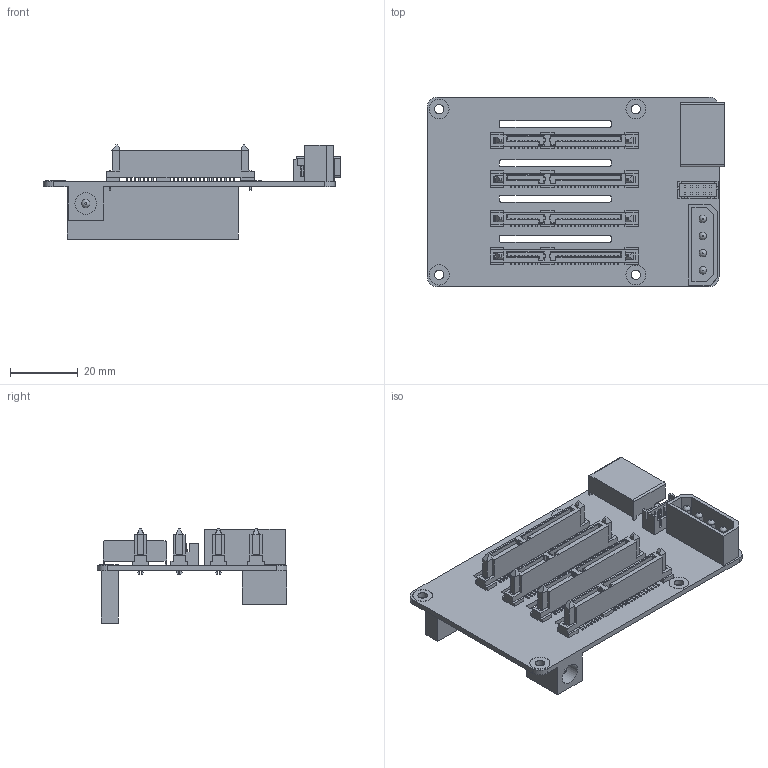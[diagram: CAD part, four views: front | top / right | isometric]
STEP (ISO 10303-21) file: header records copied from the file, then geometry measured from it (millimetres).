
FILE_DESCRIPTION(('FreeCAD Model'),'2;1');
FILE_NAME('Open CASCADE Shape Model','2025-12-13T05:59:36',(''),(''), 'Open CASCADE STEP processor 7.8','FreeCAD','Unknown');
FILE_SCHEMA(('AUTOMOTIVE_DESIGN { 1 0 10303 214 1 1 1 1 }'));
Length unit declared in the file: millimetre
Products named in the file (1): penta_sata_hat_v2
Bounding box: 87.85 x 56.05 x 27.8 mm (x, y, z)
Volume: 17615.1 mm3; surface area: 25177.3 mm2
Topology: 101 solids, 101 shells, 1983 faces, 4990 edges, 3285 vertices
Faces by surface type: plane 1576, cylinder 402, revolution 5
Full cylindrical faces by diameter (mm): 2.2 x4, 2.5 x1, 2.729 x12, 5.822 x6, 6 x2, 6.4 x1
Entity records: 77201 total; most frequent: CARTESIAN_POINT 10309, ORIENTED_EDGE 9980, DIRECTION 9759, EDGE_CURVE 4990, LINE 4184, VECTOR 4184, VERTEX_POINT 3285, AXIS2_PLACEMENT_3D 2785
